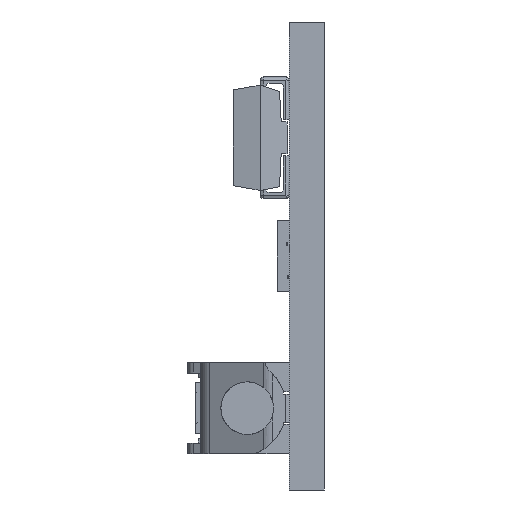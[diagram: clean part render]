
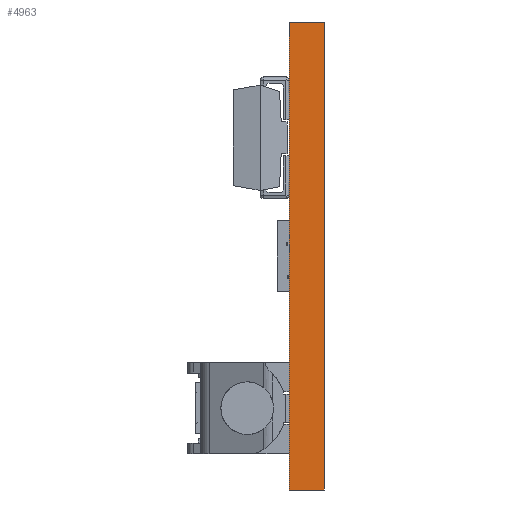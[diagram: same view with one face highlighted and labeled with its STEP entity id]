
A CAD part, left-side view. The second image highlights one B-rep face of the part: STEP entity #4963.
In plain terms, the highlighted planar face has unit normal (-1, 0, 0).
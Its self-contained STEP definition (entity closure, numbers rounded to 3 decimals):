
#776 = CARTESIAN_POINT ( 'NONE',  ( 0., 0., -20. ) ) ;
#3259 = LINE ( 'NONE', #16995, #17901 ) ;
#4963 = ADVANCED_FACE ( 'NONE', ( #30760 ), #32445, .T. ) ;
#5776 = VECTOR ( 'NONE', #12789, 1000. ) ;
#6670 = VERTEX_POINT ( 'NONE', #8592 ) ;
#7490 = VERTEX_POINT ( 'NONE', #776 ) ;
#8592 = CARTESIAN_POINT ( 'NONE',  ( 0., -1.5, 0. ) ) ;
#9024 = VECTOR ( 'NONE', #16624, 1000. ) ;
#10685 = EDGE_CURVE ( 'NONE', #40826, #7490, #34254, .T. ) ;
#12789 = DIRECTION ( 'NONE',  ( 0., 0., 1. ) ) ;
#14255 = DIRECTION ( 'NONE',  ( 0., 1., 0. ) ) ;
#16624 = DIRECTION ( 'NONE',  ( 0., 0., 1. ) ) ;
#16995 = CARTESIAN_POINT ( 'NONE',  ( 0., -1.5, 0. ) ) ;
#17901 = VECTOR ( 'NONE', #14255, 1000. ) ;
#20620 = EDGE_CURVE ( 'NONE', #6670, #26270, #3259, .T. ) ;
#23772 = EDGE_CURVE ( 'NONE', #7490, #26270, #31947, .T. ) ;
#24420 = ORIENTED_EDGE ( 'NONE', *, *, #10685, .F. ) ;
#26270 = VERTEX_POINT ( 'NONE', #50831 ) ;
#26340 = CARTESIAN_POINT ( 'NONE',  ( 0., -1.5, -20. ) ) ;
#27458 = CARTESIAN_POINT ( 'NONE',  ( 0., 0., -20. ) ) ;
#29027 = AXIS2_PLACEMENT_3D ( 'NONE', #32395, #32033, #31982 ) ;
#30760 = FACE_OUTER_BOUND ( 'NONE', #35490, .T. ) ;
#31947 = LINE ( 'NONE', #27458, #5776 ) ;
#31982 = DIRECTION ( 'NONE',  ( 0., 0., 1. ) ) ;
#32033 = DIRECTION ( 'NONE',  ( -1., 0., 0. ) ) ;
#32395 = CARTESIAN_POINT ( 'NONE',  ( 0., -1.5, -20. ) ) ;
#32445 = PLANE ( 'NONE',  #29027 ) ;
#33225 = ORIENTED_EDGE ( 'NONE', *, *, #60969, .T. ) ;
#34254 = LINE ( 'NONE', #48689, #60070 ) ;
#35170 = LINE ( 'NONE', #26340, #9024 ) ;
#35490 = EDGE_LOOP ( 'NONE', ( #43586, #24420, #33225, #60719 ) ) ;
#40826 = VERTEX_POINT ( 'NONE', #49448 ) ;
#43586 = ORIENTED_EDGE ( 'NONE', *, *, #23772, .F. ) ;
#48561 = DIRECTION ( 'NONE',  ( 0., 1., 0. ) ) ;
#48689 = CARTESIAN_POINT ( 'NONE',  ( 0., -1.5, -20. ) ) ;
#49448 = CARTESIAN_POINT ( 'NONE',  ( 0., -1.5, -20. ) ) ;
#50831 = CARTESIAN_POINT ( 'NONE',  ( 0., 0., 0. ) ) ;
#60070 = VECTOR ( 'NONE', #48561, 1000. ) ;
#60719 = ORIENTED_EDGE ( 'NONE', *, *, #20620, .T. ) ;
#60969 = EDGE_CURVE ( 'NONE', #40826, #6670, #35170, .T. ) ;
